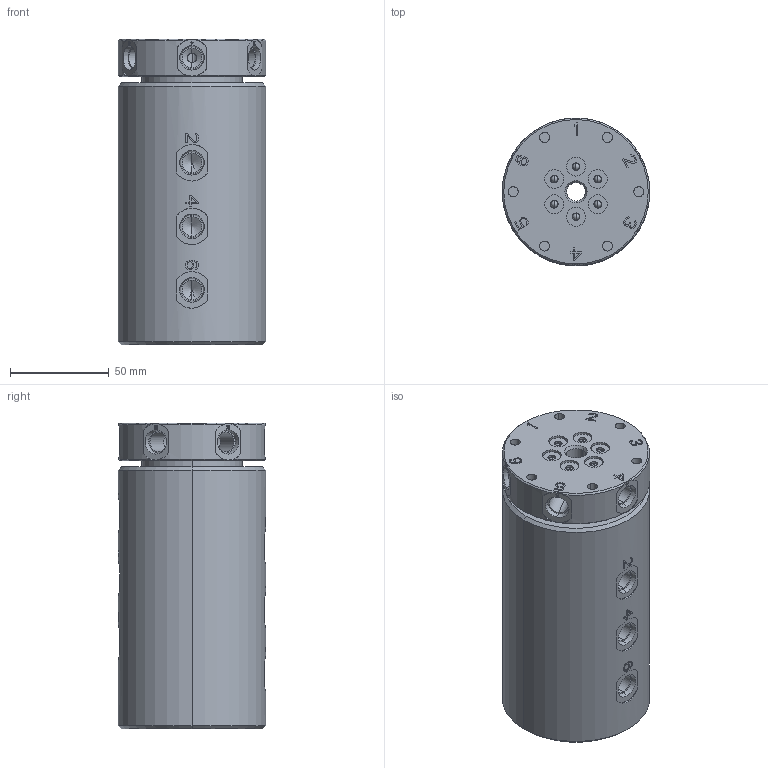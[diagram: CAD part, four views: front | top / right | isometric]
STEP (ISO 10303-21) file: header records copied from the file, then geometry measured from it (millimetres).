
FILE_DESCRIPTION((''),'2;1');
FILE_NAME('ILC32624600','2023-02-19T07:20:41',('Jweaver'),(''),'CREO PARAMETRIC BY PTC INC, 2021164','CREO PARAMETRIC BY PTC INC, 2021164','');
FILE_SCHEMA(('AUTOMOTIVE_DESIGN { 1 0 10303 214 1 1 1 1 }'));
Length unit declared in the file: inch
Products named in the file (1): ILC32624600
Bounding box: 74.6 x 74.6 x 154.79 mm (x, y, z)
Volume: 627410.1 mm3; surface area: 64767.4 mm2
Topology: 1 solids, 1 shells, 949 faces, 2666 edges, 1753 vertices
Faces by surface type: plane 689, cylinder 144, cone 100, sphere 12, torus 4
Entity records: 31615 total; most frequent: CARTESIAN_POINT 6509, ORIENTED_EDGE 5232, DIRECTION 4753, EDGE_CURVE 2616, VECTOR 1956, LINE 1956, VERTEX_POINT 1753, AXIS2_PLACEMENT_3D 1397
